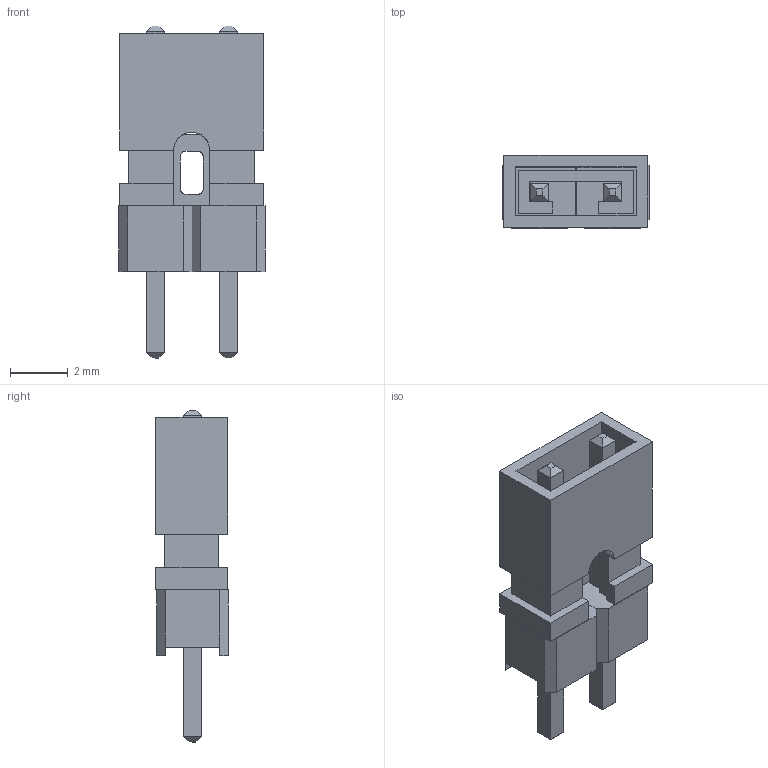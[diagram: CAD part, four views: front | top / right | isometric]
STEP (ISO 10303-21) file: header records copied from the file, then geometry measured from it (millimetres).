
FILE_DESCRIPTION (( 'STEP AP214' ), '1' );
FILE_NAME ('User Library-Header female 2 pos with jumper pitch 2,54 mm.STEP', '2018-08-29T08:02:49', ( '' ), ( '' ), 'SwSTEP 2.0', 'SolidWorks 2018', '' );
FILE_SCHEMA (( 'AUTOMOTIVE_DESIGN' ));
Length unit declared in the file: millimetre
Products named in the file (5): User Library-Header female  2 pos with jumper pitch 2,54 mm_User Library-Header_Male_2Pin_BodyArray; User Library-Header female  2 pos with jumper pitch 2,54 mm_User Library-Header_Male_2Pin; User Library-Header female  2 pos with jumper pitch 2,54 mm; User Library-Header female  2 pos with jumper pitch 2,54 mm_User Library-Header_Male_2Pin_PinArray; User Library-Header female  2 pos with jumper pitch 2,54 mm_Document
Assembly tree (4 placements, depth 3):
  User Library-Header female  2 pos with jumper pitch 2,54 mm
    User Library-Header female  2 pos with jumper pitch 2,54 mm_Document
    User Library-Header female  2 pos with jumper pitch 2,54 mm_User Library-Header_Male_2Pin
      User Library-Header female  2 pos with jumper pitch 2,54 mm_User Library-Header_Male_2Pin_PinArray
      User Library-Header female  2 pos with jumper pitch 2,54 mm_User Library-Header_Male_2Pin_BodyArray
Bounding box: 5.08 x 2.52 x 11.54 mm (x, y, z)
Volume: 32.9 mm3; surface area: 347.7 mm2
Topology: 4 solids, 59 shells, 119 faces, 456 edges, 400 vertices
Faces by surface type: plane 113, cylinder 6
Entity records: 6372 total; most frequent: CARTESIAN_POINT 1140, DIRECTION 716, ORIENTED_EDGE 600, EDGE_CURVE 456, VECTOR 428, LINE 428, VERTEX_POINT 400, AXIS2_PLACEMENT_3D 144
